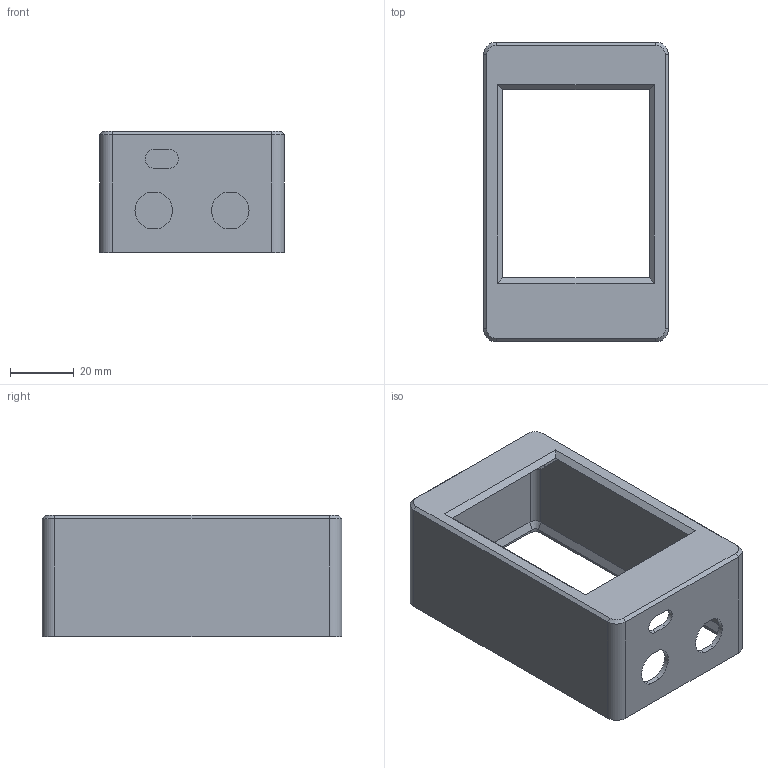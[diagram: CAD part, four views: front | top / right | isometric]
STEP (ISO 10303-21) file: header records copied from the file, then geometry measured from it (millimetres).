
FILE_DESCRIPTION(('FreeCAD Model'),'2;1');
FILE_NAME('Open CASCADE Shape Model','2025-11-11T16:17:41',('FreeCAD'),( 'FreeCAD'),'Open CASCADE STEP processor 7.8','FreeCAD','Unknown');
FILE_SCHEMA(('AUTOMOTIVE_DESIGN { 1 0 10303 214 1 1 1 1 }'));
Length unit declared in the file: millimetre
Products named in the file (1): Open CASCADE STEP translator 7.8 1
Bounding box: 58 x 94 x 38 mm (x, y, z)
Volume: 22391.2 mm3; surface area: 27307 mm2
Topology: 1 solids, 1 shells, 100 faces, 260 edges, 168 vertices
Faces by surface type: plane 62, cylinder 26, cone 8, bspline 4
Full cylindrical faces by diameter (mm): 2.8 x4
Entity records: 3046 total; most frequent: CARTESIAN_POINT 557, ORIENTED_EDGE 520, DIRECTION 498, EDGE_CURVE 260, LINE 184, VECTOR 184, VERTEX_POINT 168, AXIS2_PLACEMENT_3D 157
